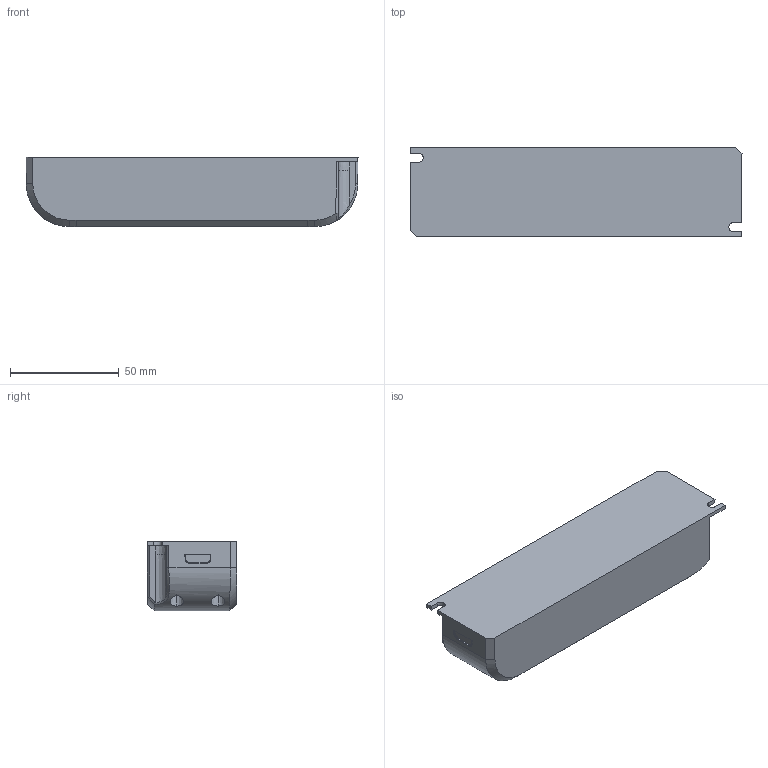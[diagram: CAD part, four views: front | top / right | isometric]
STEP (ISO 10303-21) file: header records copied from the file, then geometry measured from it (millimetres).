
FILE_DESCRIPTION(('Creo Elements/Direct Modeling STEP Export'),'2;1');
FILE_NAME('3D_K53.stp','2019-07-08T13:57:27',(''),(''),'PTC Creo Elements/Direct Modeling STEP processor for AP214 (Solid Model)','PTC Creo Elements/Direct Modeling 19.0E 27-Jun-2016 (C) Parametric Technology GmbH','');
FILE_SCHEMA(('AUTOMOTIVE_DESIGN { 1 0 10303 214 1 1 1 1 }'));
Length unit declared in the file: millimetre
Products named in the file (1): 3D_K53
Bounding box: 153 x 41.4 x 32 mm (x, y, z)
Volume: 188016.9 mm3; surface area: 23922.6 mm2
Topology: 1 solids, 1 shells, 90 faces, 226 edges, 144 vertices
Faces by surface type: plane 50, cone 20, cylinder 12, bspline 8
Entity records: 3458 total; most frequent: CARTESIAN_POINT 1284, ORIENTED_EDGE 452, DIRECTION 382, EDGE_CURVE 226, VERTEX_POINT 144, VECTOR 140, LINE 140, AXIS2_PLACEMENT_3D 121
